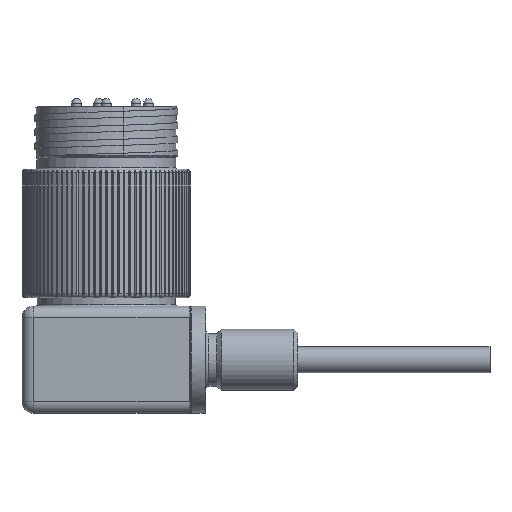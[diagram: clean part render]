
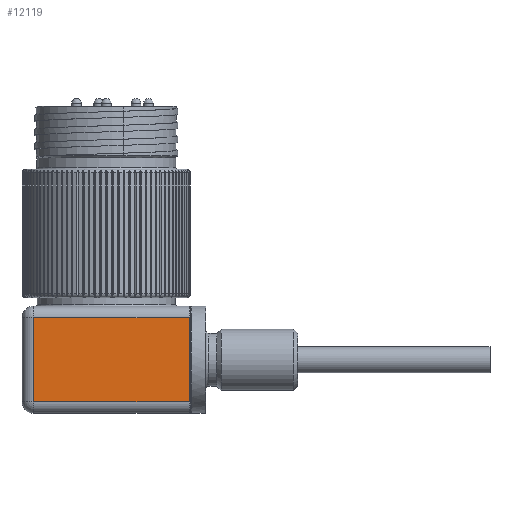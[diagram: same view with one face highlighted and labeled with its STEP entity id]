
A CAD part, left-side view. The second image highlights one B-rep face of the part: STEP entity #12119.
In plain terms, the highlighted planar face has unit normal (-1, 0, 0).
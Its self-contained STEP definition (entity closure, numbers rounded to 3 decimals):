
#711=PLANE('',#13081);
#1301=FACE_OUTER_BOUND('',#1994,.T.);
#1994=EDGE_LOOP('',(#10595,#10596,#10597,#10598));
#3779=LINE('',#32055,#4443);
#3780=LINE('',#32057,#4444);
#3781=LINE('',#32059,#4445);
#3782=LINE('',#32060,#4446);
#4443=VECTOR('',#15540,1000.);
#4444=VECTOR('',#15541,1000.);
#4445=VECTOR('',#15542,1000.);
#4446=VECTOR('',#15543,1000.);
#5567=VERTEX_POINT('',#32053);
#5568=VERTEX_POINT('',#32054);
#5569=VERTEX_POINT('',#32056);
#5570=VERTEX_POINT('',#32058);
#7255=EDGE_CURVE('',#5567,#5568,#3779,.T.);
#7256=EDGE_CURVE('',#5568,#5569,#3780,.T.);
#7257=EDGE_CURVE('',#5569,#5570,#3781,.T.);
#7258=EDGE_CURVE('',#5570,#5567,#3782,.T.);
#10595=ORIENTED_EDGE('',*,*,#7255,.T.);
#10596=ORIENTED_EDGE('',*,*,#7256,.T.);
#10597=ORIENTED_EDGE('',*,*,#7257,.T.);
#10598=ORIENTED_EDGE('',*,*,#7258,.T.);
#12119=ADVANCED_FACE('',(#1301),#711,.T.);
#13081=AXIS2_PLACEMENT_3D('',#32052,#15538,#15539);
#15538=DIRECTION('center_axis',(-1.,0.,0.));
#15539=DIRECTION('ref_axis',(0.,0.,1.));
#15540=DIRECTION('',(0.,-1.,0.));
#15541=DIRECTION('',(0.,0.,1.));
#15542=DIRECTION('',(0.,1.,0.));
#15543=DIRECTION('',(0.,0.,-1.));
#32052=CARTESIAN_POINT('Origin',(-17.463,0.,38.1));
#32053=CARTESIAN_POINT('',(-17.463,15.081,2.388));
#32054=CARTESIAN_POINT('',(-17.463,-17.209,2.388));
#32055=CARTESIAN_POINT('',(-17.463,-17.463,2.388));
#32056=CARTESIAN_POINT('',(-17.463,-17.209,19.837));
#32057=CARTESIAN_POINT('',(-17.463,-17.209,38.1));
#32058=CARTESIAN_POINT('',(-17.463,15.081,19.837));
#32059=CARTESIAN_POINT('',(-17.463,15.081,19.837));
#32060=CARTESIAN_POINT('',(-17.463,15.081,38.1));
